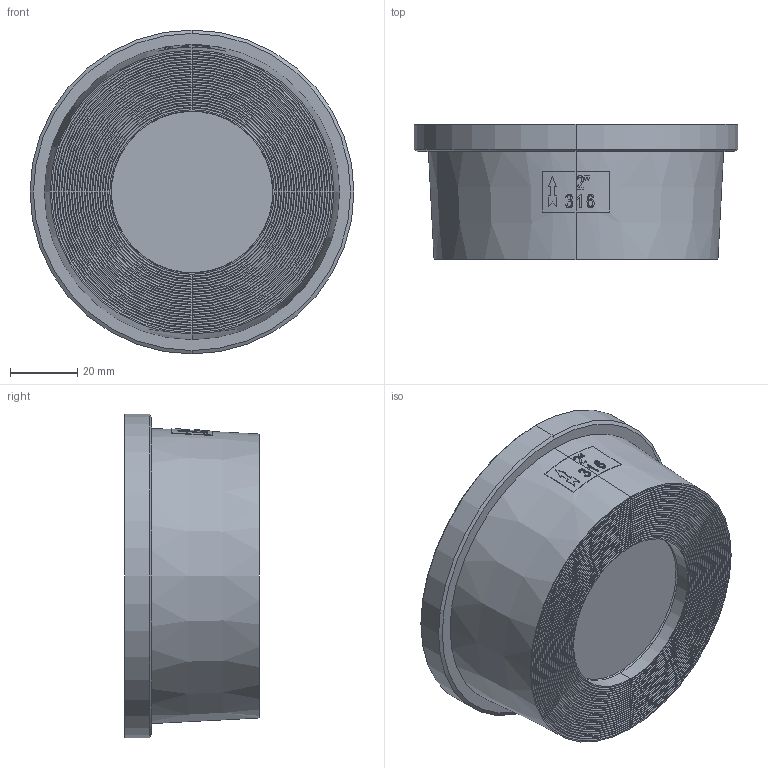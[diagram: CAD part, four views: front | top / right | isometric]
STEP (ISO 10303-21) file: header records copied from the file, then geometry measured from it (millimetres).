
FILE_DESCRIPTION (( 'STEP AP203' ), '1' );
FILE_NAME ('MV-53 DN50-000.STEP', '2021-10-14T06:09:30', ( '' ), ( '' ), 'SwSTEP 2.0', 'SolidWorks 2012', '' );
FILE_SCHEMA (( 'CONFIG_CONTROL_DESIGN' ));
Length unit declared in the file: millimetre
Products named in the file (5): MV-53 DN50-000; DN50 SPRING COVER; DN50  BODY; DN50  SPRING; DN50  DISC
Assembly tree (4 placements, depth 2):
  MV-53 DN50-000
    DN50  DISC
    DN50  BODY
    DN50  SPRING
    DN50 SPRING COVER
Bounding box: 96 x 40 x 96 mm (x, y, z)
Volume: 83260.8 mm3; surface area: 46490 mm2
Topology: 4 solids, 4 shells, 327 faces, 799 edges, 526 vertices
Faces by surface type: plane 125, torus 82, cylinder 55, bspline 47, cone 18
Entity records: 17300 total; most frequent: CARTESIAN_POINT 9179, DIRECTION 1605, ORIENTED_EDGE 1598, EDGE_CURVE 799, AXIS2_PLACEMENT_3D 694, VERTEX_POINT 526, CIRCLE 407, EDGE_LOOP 377
